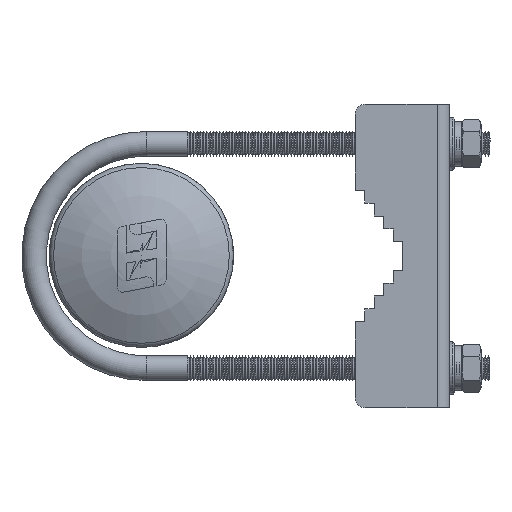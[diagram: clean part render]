
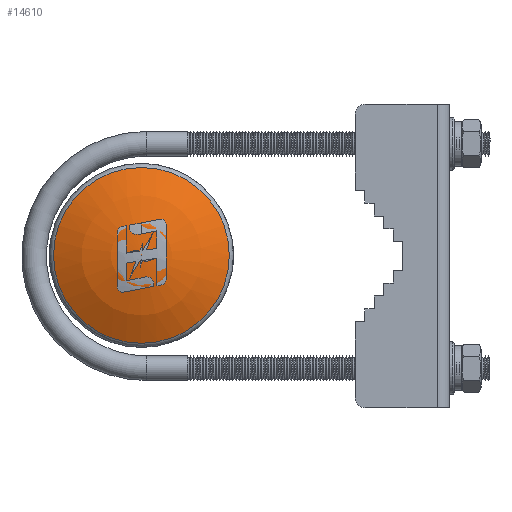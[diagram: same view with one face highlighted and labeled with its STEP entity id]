
A CAD part, left-side view. The second image highlights one B-rep face of the part: STEP entity #14610.
In plain terms, the highlighted toroidal (fillet/blend) face has major radius 0.709 mm and minor radius 57.876 mm.
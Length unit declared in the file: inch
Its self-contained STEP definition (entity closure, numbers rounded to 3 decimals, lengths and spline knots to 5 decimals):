
#2172 = DIRECTION ( 'NONE',  ( 0., 0., 1. ) ) ;
#3906 = CARTESIAN_POINT ( 'NONE',  ( -32.55014, 0., 1.08693 ) ) ;
#6642 = ORIENTED_EDGE ( 'NONE', *, *, #14104, .T. ) ;
#7562 = EDGE_LOOP ( 'NONE', ( #6642 ) ) ;
#8998 = FACE_OUTER_BOUND ( 'NONE', #7562, .T. ) ;
#9494 = DIRECTION ( 'NONE',  ( -1., 0., 0. ) ) ;
#10917 = CIRCLE ( 'NONE', #13136, 1.08693 ) ;
#11558 = DIRECTION ( 'NONE',  ( -1., 0., 0. ) ) ;
#13136 = AXIS2_PLACEMENT_3D ( 'NONE', #20869, #9494, #22791 ) ;
#14104 = EDGE_CURVE ( 'NONE', #21330, #21330, #10917, .T. ) ;
#14610 = ADVANCED_FACE ( 'NONE', ( #8998 ), #23552, .T. ) ;
#20869 = CARTESIAN_POINT ( 'NONE',  ( -32.55014, 0., 0. ) ) ;
#21330 = VERTEX_POINT ( 'NONE', #3906 ) ;
#22791 = DIRECTION ( 'NONE',  ( 0., 0., 1. ) ) ;
#23019 = CARTESIAN_POINT ( 'NONE',  ( -30.56291, 0., 0. ) ) ;
#23552 = TOROIDAL_SURFACE ( 'NONE', #24479, -0.02789, 2.27858 ) ;
#24479 = AXIS2_PLACEMENT_3D ( 'NONE', #23019, #11558, #2172 ) ;
